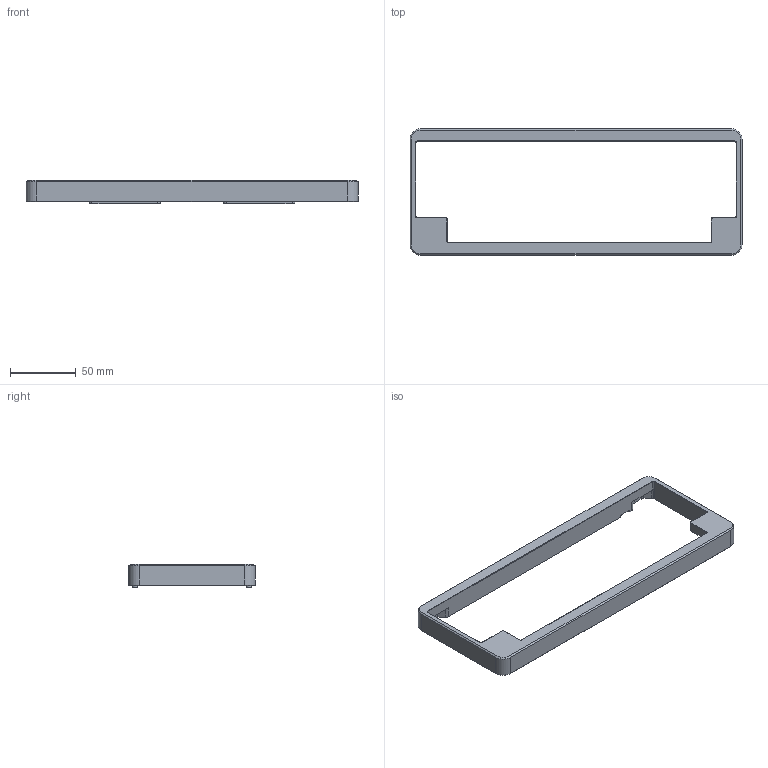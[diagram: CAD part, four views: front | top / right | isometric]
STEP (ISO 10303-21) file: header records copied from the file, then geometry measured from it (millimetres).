
FILE_DESCRIPTION(/* description */ (''),/* implementation_level */ '2;1');
FILE_NAME(/* name */ 'top-hhkb Rev v2.step',/* time_stamp */ '2022-09-07T16:29:10-05:00',/* author */ (''),/* organization */ (''),/* preprocessor_version */ 'ST-DEVELOPER v19',/* originating_system */ 'Autodesk Translation Framework v11.7.0.108',/* authorisation */ '');
FILE_SCHEMA (('AUTOMOTIVE_DESIGN { 1 0 10303 214 3 1 1 }'));
Length unit declared in the file: millimetre
Products named in the file (1): top-hhkb Rev
Bounding box: 252.89 x 96.2 x 18 mm (x, y, z)
Volume: 91789.3 mm3; surface area: 34681.1 mm2
Topology: 1 solids, 1 shells, 142 faces, 349 edges, 222 vertices
Faces by surface type: plane 75, cylinder 51, cone 16
Full cylindrical faces by diameter (mm): 2.075 x10
Entity records: 4225 total; most frequent: DIRECTION 759, CARTESIAN_POINT 714, ORIENTED_EDGE 698, EDGE_CURVE 349, AXIS2_PLACEMENT_3D 267, LINE 225, VECTOR 225, VERTEX_POINT 222
